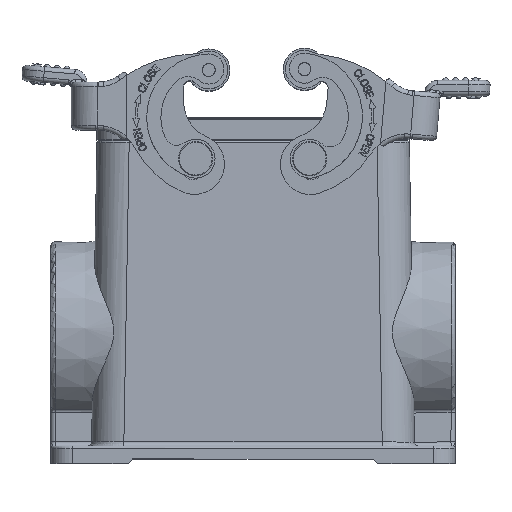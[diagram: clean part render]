
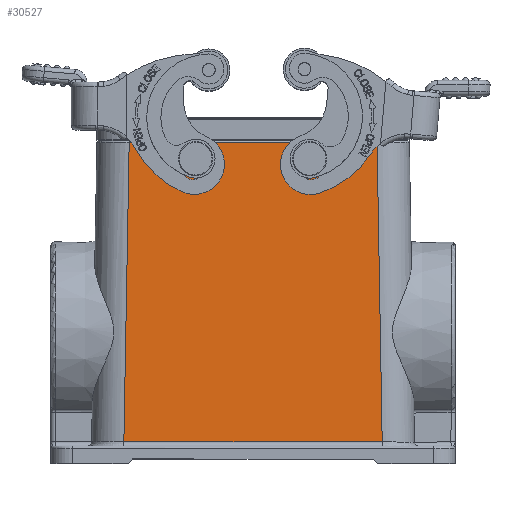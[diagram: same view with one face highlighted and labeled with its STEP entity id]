
A CAD part, top view. The second image highlights one B-rep face of the part: STEP entity #30527.
In plain terms, the highlighted planar face has unit normal (0, 0.018, 1).
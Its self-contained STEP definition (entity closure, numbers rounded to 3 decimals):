
#4098=DIRECTION('',(0.017,-1.,0.017));
#4099=VECTOR('',#4098,69.547);
#4100=CARTESIAN_POINT('',(75.819,51.712,49.758));
#4101=LINE('',#4100,#4099);
#4102=DIRECTION('',(0.018,1.,-0.017));
#4103=VECTOR('',#4102,69.547);
#4104=CARTESIAN_POINT('',(16.964,-17.796,50.971));
#4105=LINE('',#4104,#4103);
#4106=CARTESIAN_POINT('',(60.777,49.388,49.798));
#4107=CARTESIAN_POINT('',(60.727,49.407,49.798));
#4108=CARTESIAN_POINT('',(60.624,49.44,49.798));
#4109=CARTESIAN_POINT('',(60.465,49.471,49.797));
#4110=CARTESIAN_POINT('',(60.358,49.48,49.798));
#4111=CARTESIAN_POINT('',(60.304,49.482,49.798));
#4113=CARTESIAN_POINT('',(60.304,49.482,49.798));
#4114=CARTESIAN_POINT('',(60.227,49.489,49.797));
#4115=CARTESIAN_POINT('',(60.074,49.492,49.796));
#4116=CARTESIAN_POINT('',(59.849,49.461,49.797));
#4117=CARTESIAN_POINT('',(59.703,49.417,49.798));
#4118=CARTESIAN_POINT('',(59.631,49.389,49.798));
#6566=DIRECTION('',(-1.,0.,0.));
#6567=VECTOR('',#6566,57.619);
#6568=CARTESIAN_POINT('',(75.819,51.712,49.758));
#6569=LINE('',#6568,#6567);
#7281=DIRECTION('',(1.,0.,0.));
#7282=VECTOR('',#7281,1.247);
#7283=CARTESIAN_POINT('',(58.384,49.389,49.798));
#7284=LINE('',#7283,#7282);
#7305=DIRECTION('',(1.,0.,0.));
#7306=VECTOR('',#7305,1.169);
#7307=CARTESIAN_POINT('',(60.777,49.388,49.798));
#7308=LINE('',#7307,#7306);
#7374=CARTESIAN_POINT('',(61.946,49.388,49.798));
#7375=CARTESIAN_POINT('',(62.068,49.235,49.801));
#7376=CARTESIAN_POINT('',(62.264,48.912,49.807));
#7377=CARTESIAN_POINT('',(62.426,48.389,49.816));
#7378=CARTESIAN_POINT('',(62.447,48.01,49.822));
#7379=CARTESIAN_POINT('',(62.433,47.815,49.826));
#7391=CARTESIAN_POINT('',(57.902,48.212,49.819));
#7392=CARTESIAN_POINT('',(57.918,48.359,49.816));
#7393=CARTESIAN_POINT('',(57.975,48.641,49.811));
#7394=CARTESIAN_POINT('',(58.135,49.033,49.805));
#7395=CARTESIAN_POINT('',(58.292,49.274,49.8));
#7396=CARTESIAN_POINT('',(58.384,49.389,49.798));
#7398=CARTESIAN_POINT('',(62.433,47.815,49.826));
#7399=CARTESIAN_POINT('',(62.417,47.59,49.83));
#7400=CARTESIAN_POINT('',(62.324,47.166,49.837));
#7401=CARTESIAN_POINT('',(62.003,46.581,49.847));
#7402=CARTESIAN_POINT('',(61.531,46.116,49.856));
#7403=CARTESIAN_POINT('',(60.945,45.804,49.861));
#7404=CARTESIAN_POINT('',(60.295,45.671,49.863));
#7405=CARTESIAN_POINT('',(59.634,45.729,49.862));
#7406=CARTESIAN_POINT('',(59.017,45.973,49.858));
#7407=CARTESIAN_POINT('',(58.494,46.383,49.851));
#7408=CARTESIAN_POINT('',(58.111,46.924,49.841));
#7409=CARTESIAN_POINT('',(57.897,47.556,49.83));
#7410=CARTESIAN_POINT('',(57.879,47.989,49.823));
#7411=CARTESIAN_POINT('',(57.902,48.212,49.819));
#15510=DIRECTION('',(1.,0.,0.));
#15511=VECTOR('',#15510,60.047);
#15512=CARTESIAN_POINT('',(16.964,-17.796,
50.971));
#15513=LINE('',#15512,#15511);
#15523=CARTESIAN_POINT('',(35.988,48.014,49.823));
#15524=CARTESIAN_POINT('',(35.992,47.784,49.827));
#15525=CARTESIAN_POINT('',(35.934,47.344,49.834));
#15526=CARTESIAN_POINT('',(35.66,46.72,49.845));
#15527=CARTESIAN_POINT('',(35.221,46.204,49.854));
#15528=CARTESIAN_POINT('',(34.653,45.834,49.861));
#15529=CARTESIAN_POINT('',(34.003,45.641,49.864));
#15530=CARTESIAN_POINT('',(33.325,45.641,49.864));
#15531=CARTESIAN_POINT('',(32.675,45.835,49.861));
#15532=CARTESIAN_POINT('',(32.107,46.205,49.854));
#15533=CARTESIAN_POINT('',(31.668,46.721,49.845));
#15534=CARTESIAN_POINT('',(31.394,47.345,49.834));
#15535=CARTESIAN_POINT('',(31.337,47.784,49.827));
#15536=CARTESIAN_POINT('',(31.341,48.014,49.823));
#15556=CARTESIAN_POINT('',(31.341,48.014,49.823));
#15557=CARTESIAN_POINT('',(31.345,48.219,49.819));
#15558=CARTESIAN_POINT('',(31.404,48.613,49.812));
#15559=CARTESIAN_POINT('',(31.643,49.173,49.802));
#15560=CARTESIAN_POINT('',(32.018,49.65,49.794));
#15561=CARTESIAN_POINT('',(32.501,50.015,49.788));
#15562=CARTESIAN_POINT('',(33.065,50.245,49.784));
#15563=CARTESIAN_POINT('',(33.459,50.297,49.783));
#15564=CARTESIAN_POINT('',(33.664,50.297,49.783));
#15566=CARTESIAN_POINT('',(33.664,50.297,49.783));
#15567=CARTESIAN_POINT('',(33.869,50.297,49.783));
#15568=CARTESIAN_POINT('',(34.264,50.245,49.784));
#15569=CARTESIAN_POINT('',(34.828,50.015,49.788));
#15570=CARTESIAN_POINT('',(35.311,49.65,49.794));
#15571=CARTESIAN_POINT('',(35.685,49.173,49.802));
#15572=CARTESIAN_POINT('',(35.925,48.613,49.812));
#15573=CARTESIAN_POINT('',(35.984,48.219,49.819));
#15574=CARTESIAN_POINT('',(35.988,48.014,49.823));
#20773=CARTESIAN_POINT('',(16.964,-17.796,
50.971));
#20774=CARTESIAN_POINT('',(18.199,51.73,49.758));
#20775=VERTEX_POINT('',#20773);
#20776=VERTEX_POINT('',#20774);
#20781=CARTESIAN_POINT('',(75.819,51.712,49.758));
#20782=CARTESIAN_POINT('',(77.01,-17.815,
50.971));
#20783=VERTEX_POINT('',#20781);
#20784=VERTEX_POINT('',#20782);
#20785=VERTEX_POINT('',#15523);
#20786=VERTEX_POINT('',#15536);
#20787=VERTEX_POINT('',#15566);
#20788=VERTEX_POINT('',#7398);
#20789=VERTEX_POINT('',#7411);
#20790=VERTEX_POINT('',#7374);
#20791=CARTESIAN_POINT('',(60.777,49.388,49.798));
#20792=VERTEX_POINT('',#20791);
#20793=VERTEX_POINT('',#4111);
#20794=VERTEX_POINT('',#4118);
#20795=CARTESIAN_POINT('',(58.384,49.389,49.798));
#20796=VERTEX_POINT('',#20795);
#30489=CARTESIAN_POINT('',(46.998,16.958,50.365));
#30490=DIRECTION('',(0.,0.017,1.));
#30491=DIRECTION('',(0.,-1.,0.017));
#30492=AXIS2_PLACEMENT_3D('',#30489,#30490,#30491);
#30493=PLANE('',#30492);
#30495=ORIENTED_EDGE('',*,*,#30494,.T.);
#30497=ORIENTED_EDGE('',*,*,#30496,.F.);
#30498=ORIENTED_EDGE('',*,*,#30473,.T.);
#30500=ORIENTED_EDGE('',*,*,#30499,.F.);
#30501=EDGE_LOOP('',(#30495,#30497,#30498,#30500));
#30502=FACE_OUTER_BOUND('',#30501,.F.);
#30504=ORIENTED_EDGE('',*,*,#30503,.F.);
#30506=ORIENTED_EDGE('',*,*,#30505,.F.);
#30508=ORIENTED_EDGE('',*,*,#30507,.F.);
#30509=EDGE_LOOP('',(#30504,#30506,#30508));
#30510=FACE_BOUND('',#30509,.F.);
#30512=ORIENTED_EDGE('',*,*,#30511,.F.);
#30514=ORIENTED_EDGE('',*,*,#30513,.F.);
#30516=ORIENTED_EDGE('',*,*,#30515,.F.);
#30518=ORIENTED_EDGE('',*,*,#30517,.T.);
#30520=ORIENTED_EDGE('',*,*,#30519,.T.);
#30522=ORIENTED_EDGE('',*,*,#30521,.F.);
#30524=ORIENTED_EDGE('',*,*,#30523,.F.);
#30525=EDGE_LOOP('',(#30512,#30514,#30516,#30518,#30520,#30522,#30524));
#30526=FACE_BOUND('',#30525,.F.);
#4112=B_SPLINE_CURVE_WITH_KNOTS('',3,(#4106,#4107,#4108,#4109,#4110,#4111),
.UNSPECIFIED.,.F.,.F.,(4,1,1,4),(0.,0.333,0.667,1.),
.UNSPECIFIED.);
#4119=B_SPLINE_CURVE_WITH_KNOTS('',3,(#4113,#4114,#4115,#4116,#4117,#4118),
.UNSPECIFIED.,.F.,.F.,(4,1,1,4),(0.,0.333,0.667,1.),
.UNSPECIFIED.);
#7380=B_SPLINE_CURVE_WITH_KNOTS('',3,(#7374,#7375,#7376,#7377,#7378,#7379),
.UNSPECIFIED.,.F.,.F.,(4,1,1,4),(0.,0.333,0.667,1.),
.UNSPECIFIED.);
#7397=B_SPLINE_CURVE_WITH_KNOTS('',3,(#7391,#7392,#7393,#7394,#7395,#7396),
.UNSPECIFIED.,.F.,.F.,(4,1,1,4),(0.,0.333,0.667,1.),
.UNSPECIFIED.);
#7412=B_SPLINE_CURVE_WITH_KNOTS('',3,(#7398,#7399,#7400,#7401,#7402,#7403,#7404,
#7405,#7406,#7407,#7408,#7409,#7410,#7411),.UNSPECIFIED.,.F.,.F.,(4,1,1,1,1,1,1,
1,1,1,1,4),(0.,0.091,0.182,0.273,
0.364,0.455,0.545,0.636,
0.727,0.818,0.909,1.),.UNSPECIFIED.);
#15537=B_SPLINE_CURVE_WITH_KNOTS('',3,(#15523,#15524,#15525,#15526,#15527,
#15528,#15529,#15530,#15531,#15532,#15533,#15534,#15535,#15536),.UNSPECIFIED.,
.F.,.F.,(4,1,1,1,1,1,1,1,1,1,1,4),(0.,0.091,0.182,
0.273,0.364,0.455,0.545,
0.636,0.727,0.818,0.909,1.),
.UNSPECIFIED.);
#15565=B_SPLINE_CURVE_WITH_KNOTS('',3,(#15556,#15557,#15558,#15559,#15560,
#15561,#15562,#15563,#15564),.UNSPECIFIED.,.F.,.F.,(4,1,1,1,1,1,4),(0.,
0.167,0.333,0.5,0.667,0.833,
1.),.UNSPECIFIED.);
#15575=B_SPLINE_CURVE_WITH_KNOTS('',3,(#15566,#15567,#15568,#15569,#15570,
#15571,#15572,#15573,#15574),.UNSPECIFIED.,.F.,.F.,(4,1,1,1,1,1,4),(0.,
0.167,0.333,0.5,0.667,0.833,
1.),.UNSPECIFIED.);
#30473=EDGE_CURVE('',#20775,#20776,#4105,.T.);
#30494=EDGE_CURVE('',#20783,#20784,#4101,.T.);
#30496=EDGE_CURVE('',#20775,#20784,#15513,.T.);
#30499=EDGE_CURVE('',#20783,#20776,#6569,.T.);
#30503=EDGE_CURVE('',#20785,#20786,#15537,.T.);
#30505=EDGE_CURVE('',#20787,#20785,#15575,.T.);
#30507=EDGE_CURVE('',#20786,#20787,#15565,.T.);
#30511=EDGE_CURVE('',#20788,#20789,#7412,.T.);
#30513=EDGE_CURVE('',#20790,#20788,#7380,.T.);
#30515=EDGE_CURVE('',#20792,#20790,#7308,.T.);
#30517=EDGE_CURVE('',#20792,#20793,#4112,.T.);
#30519=EDGE_CURVE('',#20793,#20794,#4119,.T.);
#30521=EDGE_CURVE('',#20796,#20794,#7284,.T.);
#30523=EDGE_CURVE('',#20789,#20796,#7397,.T.);
#30527=ADVANCED_FACE('',(#30502,#30510,#30526),#30493,.T.);
